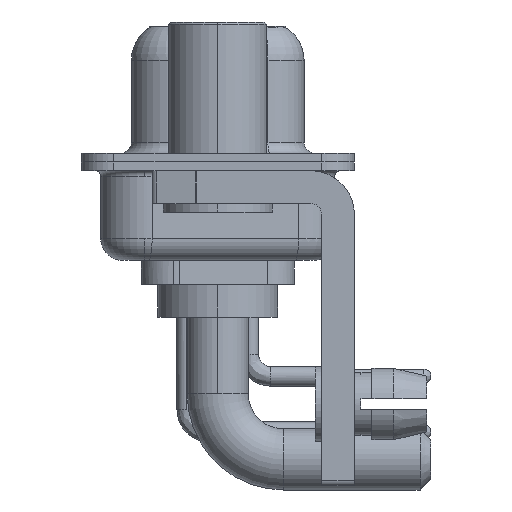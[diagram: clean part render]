
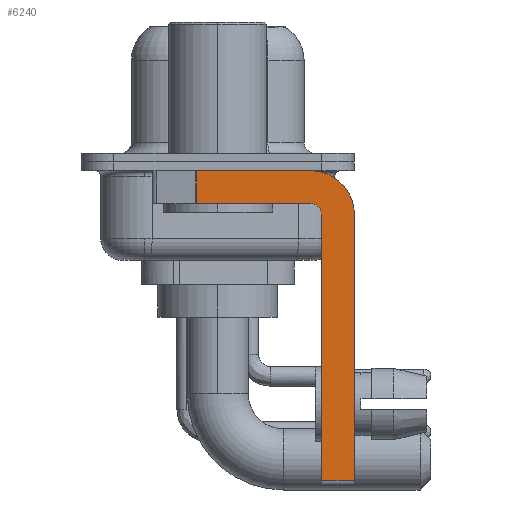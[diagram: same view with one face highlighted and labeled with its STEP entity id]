
A CAD part, left-side view. The second image highlights one B-rep face of the part: STEP entity #6240.
In plain terms, the highlighted planar face has unit normal (-1, 0, 0).
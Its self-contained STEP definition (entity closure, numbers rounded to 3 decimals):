
#190 = DIRECTION ( 'NONE',  ( 1., 0., 0. ) ) ;
#381 = CARTESIAN_POINT ( 'NONE',  ( -2.9, -6.25, -14.55 ) ) ;
#553 = LINE ( 'NONE', #11411, #4967 ) ;
#787 = ORIENTED_EDGE ( 'NONE', *, *, #4269, .F. ) ;
#1157 = ORIENTED_EDGE ( 'NONE', *, *, #1221, .F. ) ;
#1181 = ORIENTED_EDGE ( 'NONE', *, *, #9456, .F. ) ;
#1221 = EDGE_CURVE ( 'NONE', #9920, #12290, #13176, .T. ) ;
#2464 = DIRECTION ( 'NONE',  ( -1., 0., 0. ) ) ;
#2684 = ORIENTED_EDGE ( 'NONE', *, *, #16191, .F. ) ;
#2775 = CIRCLE ( 'NONE', #7780, 0.5 ) ;
#2853 = EDGE_CURVE ( 'NONE', #9920, #11214, #553, .T. ) ;
#2944 = DIRECTION ( 'NONE',  ( 0., 1., 0. ) ) ;
#4269 = EDGE_CURVE ( 'NONE', #12290, #9288, #2775, .T. ) ;
#4783 = CARTESIAN_POINT ( 'NONE',  ( -2.9, 0.978, -1.9 ) ) ;
#4851 = EDGE_CURVE ( 'NONE', #10936, #14924, #21260, .T. ) ;
#4925 = VERTEX_POINT ( 'NONE', #22196 ) ;
#4967 = VECTOR ( 'NONE', #18754, 1000. ) ;
#5015 = CARTESIAN_POINT ( 'NONE',  ( -2.9, -4.25, -1.9 ) ) ;
#5391 = CARTESIAN_POINT ( 'NONE',  ( -2.9, -4.25, -2.4 ) ) ;
#5462 = AXIS2_PLACEMENT_3D ( 'NONE', #8114, #9930, #22791 ) ;
#5633 = DIRECTION ( 'NONE',  ( 0., 0., -1. ) ) ;
#5746 = PLANE ( 'NONE',  #22844 ) ;
#5845 = DIRECTION ( 'NONE',  ( 0., 0., 1. ) ) ;
#6240 = ADVANCED_FACE ( 'NONE', ( #9221 ), #5746, .F. ) ;
#6814 = VERTEX_POINT ( 'NONE', #22402 ) ;
#6903 = ORIENTED_EDGE ( 'NONE', *, *, #4851, .T. ) ;
#7780 = AXIS2_PLACEMENT_3D ( 'NONE', #9583, #2464, #15251 ) ;
#8083 = EDGE_CURVE ( 'NONE', #4925, #11214, #12260, .T. ) ;
#8114 = CARTESIAN_POINT ( 'NONE',  ( -2.9, -4.25, -2.4 ) ) ;
#9131 = CARTESIAN_POINT ( 'NONE',  ( -2.9, -4.75, -2.4 ) ) ;
#9221 = FACE_OUTER_BOUND ( 'NONE', #22914, .T. ) ;
#9288 = VERTEX_POINT ( 'NONE', #5015 ) ;
#9456 = EDGE_CURVE ( 'NONE', #6814, #4925, #10465, .T. ) ;
#9583 = CARTESIAN_POINT ( 'NONE',  ( -2.9, -4.25, -2.4 ) ) ;
#9920 = VERTEX_POINT ( 'NONE', #13751 ) ;
#9930 = DIRECTION ( 'NONE',  ( 1., 0., 0. ) ) ;
#10378 = LINE ( 'NONE', #23003, #19521 ) ;
#10465 = CIRCLE ( 'NONE', #5462, 2. ) ;
#10569 = DIRECTION ( 'NONE',  ( 0., 0., -1. ) ) ;
#10936 = VERTEX_POINT ( 'NONE', #13660 ) ;
#11053 = VECTOR ( 'NONE', #5845, 1000. ) ;
#11214 = VERTEX_POINT ( 'NONE', #381 ) ;
#11411 = CARTESIAN_POINT ( 'NONE',  ( -2.9, -4.25, -14.55 ) ) ;
#11977 = CARTESIAN_POINT ( 'NONE',  ( -2.9, -4.25, -1.9 ) ) ;
#12215 = ORIENTED_EDGE ( 'NONE', *, *, #8083, .F. ) ;
#12260 = LINE ( 'NONE', #14426, #21228 ) ;
#12290 = VERTEX_POINT ( 'NONE', #9131 ) ;
#12374 = DIRECTION ( 'NONE',  ( 0., 0., -1. ) ) ;
#13176 = LINE ( 'NONE', #23670, #11053 ) ;
#13660 = CARTESIAN_POINT ( 'NONE',  ( -2.9, 0.978, -0.4 ) ) ;
#13751 = CARTESIAN_POINT ( 'NONE',  ( -2.9, -4.75, -14.55 ) ) ;
#14426 = CARTESIAN_POINT ( 'NONE',  ( -2.9, -6.25, -2.4 ) ) ;
#14924 = VERTEX_POINT ( 'NONE', #21425 ) ;
#15251 = DIRECTION ( 'NONE',  ( 0., 0., 1. ) ) ;
#16191 = EDGE_CURVE ( 'NONE', #10936, #6814, #10378, .T. ) ;
#17365 = VECTOR ( 'NONE', #2944, 1000. ) ;
#18754 = DIRECTION ( 'NONE',  ( 0., -1., 0. ) ) ;
#18973 = EDGE_CURVE ( 'NONE', #9288, #14924, #22796, .T. ) ;
#19398 = DIRECTION ( 'NONE',  ( 0., -1., 0. ) ) ;
#19521 = VECTOR ( 'NONE', #19398, 1000. ) ;
#20979 = VECTOR ( 'NONE', #10569, 1000. ) ;
#21228 = VECTOR ( 'NONE', #12374, 1000. ) ;
#21260 = LINE ( 'NONE', #4783, #20979 ) ;
#21344 = ORIENTED_EDGE ( 'NONE', *, *, #2853, .T. ) ;
#21425 = CARTESIAN_POINT ( 'NONE',  ( -2.9, 0.978, -1.9 ) ) ;
#22196 = CARTESIAN_POINT ( 'NONE',  ( -2.9, -6.25, -2.4 ) ) ;
#22402 = CARTESIAN_POINT ( 'NONE',  ( -2.9, -4.25, -0.4 ) ) ;
#22791 = DIRECTION ( 'NONE',  ( 0., 0., -1. ) ) ;
#22796 = LINE ( 'NONE', #11977, #17365 ) ;
#22844 = AXIS2_PLACEMENT_3D ( 'NONE', #5391, #190, #5633 ) ;
#22882 = ORIENTED_EDGE ( 'NONE', *, *, #18973, .F. ) ;
#22914 = EDGE_LOOP ( 'NONE', ( #2684, #6903, #22882, #787, #1157, #21344, #12215, #1181 ) ) ;
#23003 = CARTESIAN_POINT ( 'NONE',  ( -2.9, 3., -0.4 ) ) ;
#23670 = CARTESIAN_POINT ( 'NONE',  ( -2.9, -4.75, -14.8 ) ) ;
